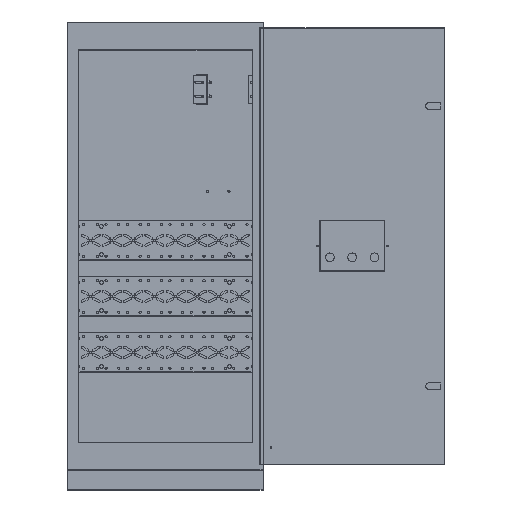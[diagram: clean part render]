
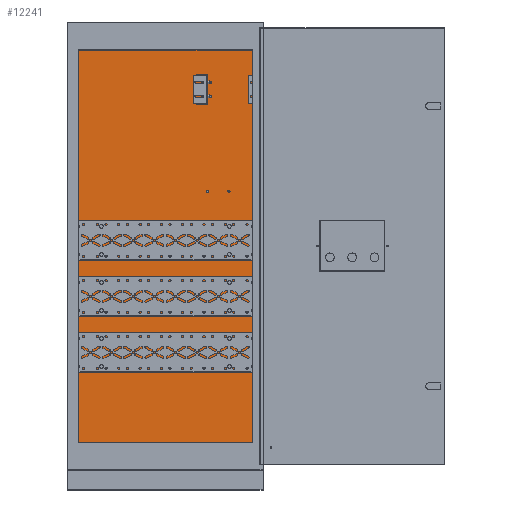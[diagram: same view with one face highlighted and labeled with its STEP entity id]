
A CAD part, top view. The second image highlights one B-rep face of the part: STEP entity #12241.
In plain terms, the highlighted planar face has unit normal (0, 0, 1).
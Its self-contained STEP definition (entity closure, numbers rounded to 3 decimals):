
#94 = ORIENTED_EDGE ( 'NONE', *, *, #15157, .F. ) ;
#323 = VECTOR ( 'NONE', #2999, 1000. ) ;
#584 = CARTESIAN_POINT ( 'NONE',  ( 135., 585., -348.5 ) ) ;
#764 = DIRECTION ( 'NONE',  ( 0., 0., 1. ) ) ;
#822 = AXIS2_PLACEMENT_3D ( 'NONE', #21125, #764, #5945 ) ;
#1167 = CARTESIAN_POINT ( 'NONE',  ( 138., 585., -348.5 ) ) ;
#2177 = ORIENTED_EDGE ( 'NONE', *, *, #4412, .F. ) ;
#2252 = CARTESIAN_POINT ( 'NONE',  ( 155., 196., -348.5 ) ) ;
#2320 = DIRECTION ( 'NONE',  ( 0., 0., 1. ) ) ;
#2608 = FACE_BOUND ( 'NONE', #22759, .T. ) ;
#2624 = CIRCLE ( 'NONE', #23131, 3. ) ;
#2847 = CIRCLE ( 'NONE', #8031, 4. ) ;
#2999 = DIRECTION ( 'NONE',  ( 0., -1., 0. ) ) ;
#3224 = EDGE_CURVE ( 'NONE', #18496, #10337, #2847, .T. ) ;
#3367 = CARTESIAN_POINT ( 'NONE',  ( 348.5, 798.5, -348.5 ) ) ;
#3925 = EDGE_CURVE ( 'NONE', #10036, #13137, #12870, .T. ) ;
#3945 = CARTESIAN_POINT ( 'NONE',  ( 135., 585., -348.5 ) ) ;
#4115 = EDGE_CURVE ( 'NONE', #9334, #15175, #10825, .T. ) ;
#4412 = EDGE_CURVE ( 'NONE', #10337, #18496, #17289, .T. ) ;
#4432 = EDGE_CURVE ( 'NONE', #16908, #17866, #16114, .T. ) ;
#4648 = CARTESIAN_POINT ( 'NONE',  ( 231., 196., -348.5 ) ) ;
#4948 = DIRECTION ( 'NONE',  ( 1., 0., 0. ) ) ;
#5117 = EDGE_LOOP ( 'NONE', ( #16274, #25790 ) ) ;
#5605 = CARTESIAN_POINT ( 'NONE',  ( 138., 535., -348.5 ) ) ;
#5770 = CARTESIAN_POINT ( 'NONE',  ( 223., 196., -348.5 ) ) ;
#5945 = DIRECTION ( 'NONE',  ( 1., 0., 0. ) ) ;
#6057 = CARTESIAN_POINT ( 'NONE',  ( -350., 798.5, -348.5 ) ) ;
#6583 = EDGE_LOOP ( 'NONE', ( #2177, #18016 ) ) ;
#6628 = FACE_OUTER_BOUND ( 'NONE', #28770, .T. ) ;
#6716 = ORIENTED_EDGE ( 'NONE', *, *, #18159, .F. ) ;
#6897 = DIRECTION ( 'NONE',  ( 0., 0., 1. ) ) ;
#6903 = VERTEX_POINT ( 'NONE', #1167 ) ;
#7048 = DIRECTION ( 'NONE',  ( 1., 0., 0. ) ) ;
#7057 = EDGE_CURVE ( 'NONE', #13137, #10036, #17150, .T. ) ;
#8031 = AXIS2_PLACEMENT_3D ( 'NONE', #10298, #25535, #20410 ) ;
#8653 = FACE_BOUND ( 'NONE', #27463, .T. ) ;
#9061 = FACE_BOUND ( 'NONE', #5117, .T. ) ;
#9231 = DIRECTION ( 'NONE',  ( 0., -1., 0. ) ) ;
#9334 = VERTEX_POINT ( 'NONE', #3367 ) ;
#9527 = LINE ( 'NONE', #31601, #29420 ) ;
#9905 = CARTESIAN_POINT ( 'NONE',  ( -350., 800., -348.5 ) ) ;
#10036 = VERTEX_POINT ( 'NONE', #5605 ) ;
#10298 = CARTESIAN_POINT ( 'NONE',  ( 151., 196., -348.5 ) ) ;
#10337 = VERTEX_POINT ( 'NONE', #27348 ) ;
#10549 = VERTEX_POINT ( 'NONE', #17654 ) ;
#10825 = LINE ( 'NONE', #19784, #30699 ) ;
#11079 = DIRECTION ( 'NONE',  ( 0., 0., 1. ) ) ;
#11134 = DIRECTION ( 'NONE',  ( 0., 0., 1. ) ) ;
#11296 = CIRCLE ( 'NONE', #14774, 3. ) ;
#11610 = DIRECTION ( 'NONE',  ( 1., 0., 0. ) ) ;
#11973 = DIRECTION ( 'NONE',  ( 1., 0., 0. ) ) ;
#12241 = ADVANCED_FACE ( 'NONE', ( #15965, #9061, #6628, #2608, #8653 ), #20461, .T. ) ;
#12870 = CIRCLE ( 'NONE', #24907, 3. ) ;
#13137 = VERTEX_POINT ( 'NONE', #27009 ) ;
#13480 = EDGE_CURVE ( 'NONE', #10549, #6903, #2624, .T. ) ;
#13631 = CARTESIAN_POINT ( 'NONE',  ( 227., 196., -348.5 ) ) ;
#14185 = DIRECTION ( 'NONE',  ( -1., 0., 0. ) ) ;
#14713 = AXIS2_PLACEMENT_3D ( 'NONE', #30346, #6897, #11973 ) ;
#14774 = AXIS2_PLACEMENT_3D ( 'NONE', #584, #11079, #22065 ) ;
#14856 = AXIS2_PLACEMENT_3D ( 'NONE', #13631, #11134, #21474 ) ;
#14869 = EDGE_CURVE ( 'NONE', #9334, #16990, #18661, .T. ) ;
#15157 = EDGE_CURVE ( 'NONE', #17866, #16908, #21071, .T. ) ;
#15175 = VERTEX_POINT ( 'NONE', #22561 ) ;
#15496 = EDGE_CURVE ( 'NONE', #6903, #10549, #11296, .T. ) ;
#15965 = FACE_BOUND ( 'NONE', #6583, .T. ) ;
#16114 = CIRCLE ( 'NONE', #14856, 4. ) ;
#16274 = ORIENTED_EDGE ( 'NONE', *, *, #13480, .F. ) ;
#16908 = VERTEX_POINT ( 'NONE', #5770 ) ;
#16990 = VERTEX_POINT ( 'NONE', #24028 ) ;
#17150 = CIRCLE ( 'NONE', #14713, 3. ) ;
#17240 = ORIENTED_EDGE ( 'NONE', *, *, #21889, .T. ) ;
#17289 = CIRCLE ( 'NONE', #822, 4. ) ;
#17654 = CARTESIAN_POINT ( 'NONE',  ( 132., 585., -348.5 ) ) ;
#17866 = VERTEX_POINT ( 'NONE', #4648 ) ;
#18016 = ORIENTED_EDGE ( 'NONE', *, *, #3224, .F. ) ;
#18159 = EDGE_CURVE ( 'NONE', #15175, #19137, #9527, .T. ) ;
#18496 = VERTEX_POINT ( 'NONE', #2252 ) ;
#18581 = CARTESIAN_POINT ( 'NONE',  ( -348.5, 800., -348.5 ) ) ;
#18594 = CARTESIAN_POINT ( 'NONE',  ( -348.5, -798.5, -348.5 ) ) ;
#18661 = LINE ( 'NONE', #6057, #24778 ) ;
#19007 = DIRECTION ( 'NONE',  ( -1., 0., 0. ) ) ;
#19137 = VERTEX_POINT ( 'NONE', #18594 ) ;
#19498 = ORIENTED_EDGE ( 'NONE', *, *, #7057, .F. ) ;
#19784 = CARTESIAN_POINT ( 'NONE',  ( 348.5, 800., -348.5 ) ) ;
#20410 = DIRECTION ( 'NONE',  ( 1., 0., 0. ) ) ;
#20461 = PLANE ( 'NONE',  #28753 ) ;
#21071 = CIRCLE ( 'NONE', #23487, 4. ) ;
#21125 = CARTESIAN_POINT ( 'NONE',  ( 151., 196., -348.5 ) ) ;
#21384 = LINE ( 'NONE', #18581, #323 ) ;
#21474 = DIRECTION ( 'NONE',  ( 1., 0., 0. ) ) ;
#21889 = EDGE_CURVE ( 'NONE', #16990, #19137, #21384, .T. ) ;
#22065 = DIRECTION ( 'NONE',  ( 1., 0., 0. ) ) ;
#22561 = CARTESIAN_POINT ( 'NONE',  ( 348.5, -798.5, -348.5 ) ) ;
#22759 = EDGE_LOOP ( 'NONE', ( #19498, #29380 ) ) ;
#22903 = CARTESIAN_POINT ( 'NONE',  ( 227., 196., -348.5 ) ) ;
#23131 = AXIS2_PLACEMENT_3D ( 'NONE', #3945, #24817, #24701 ) ;
#23487 = AXIS2_PLACEMENT_3D ( 'NONE', #22903, #2320, #7048 ) ;
#24028 = CARTESIAN_POINT ( 'NONE',  ( -348.5, 798.5, -348.5 ) ) ;
#24701 = DIRECTION ( 'NONE',  ( 1., 0., 0. ) ) ;
#24778 = VECTOR ( 'NONE', #14185, 1000. ) ;
#24817 = DIRECTION ( 'NONE',  ( 0., 0., 1. ) ) ;
#24907 = AXIS2_PLACEMENT_3D ( 'NONE', #27174, #32273, #11610 ) ;
#25535 = DIRECTION ( 'NONE',  ( 0., 0., 1. ) ) ;
#25790 = ORIENTED_EDGE ( 'NONE', *, *, #15496, .F. ) ;
#27009 = CARTESIAN_POINT ( 'NONE',  ( 132., 535., -348.5 ) ) ;
#27174 = CARTESIAN_POINT ( 'NONE',  ( 135., 535., -348.5 ) ) ;
#27348 = CARTESIAN_POINT ( 'NONE',  ( 147., 196., -348.5 ) ) ;
#27463 = EDGE_LOOP ( 'NONE', ( #27792, #94 ) ) ;
#27557 = ORIENTED_EDGE ( 'NONE', *, *, #4115, .F. ) ;
#27792 = ORIENTED_EDGE ( 'NONE', *, *, #4432, .F. ) ;
#28048 = DIRECTION ( 'NONE',  ( 0., 0., 1. ) ) ;
#28753 = AXIS2_PLACEMENT_3D ( 'NONE', #9905, #28048, #4948 ) ;
#28770 = EDGE_LOOP ( 'NONE', ( #6716, #27557, #30589, #17240 ) ) ;
#29380 = ORIENTED_EDGE ( 'NONE', *, *, #3925, .F. ) ;
#29420 = VECTOR ( 'NONE', #19007, 1000. ) ;
#30346 = CARTESIAN_POINT ( 'NONE',  ( 135., 535., -348.5 ) ) ;
#30589 = ORIENTED_EDGE ( 'NONE', *, *, #14869, .T. ) ;
#30699 = VECTOR ( 'NONE', #9231, 1000. ) ;
#31601 = CARTESIAN_POINT ( 'NONE',  ( -350., -798.5, -348.5 ) ) ;
#32273 = DIRECTION ( 'NONE',  ( 0., 0., 1. ) ) ;
